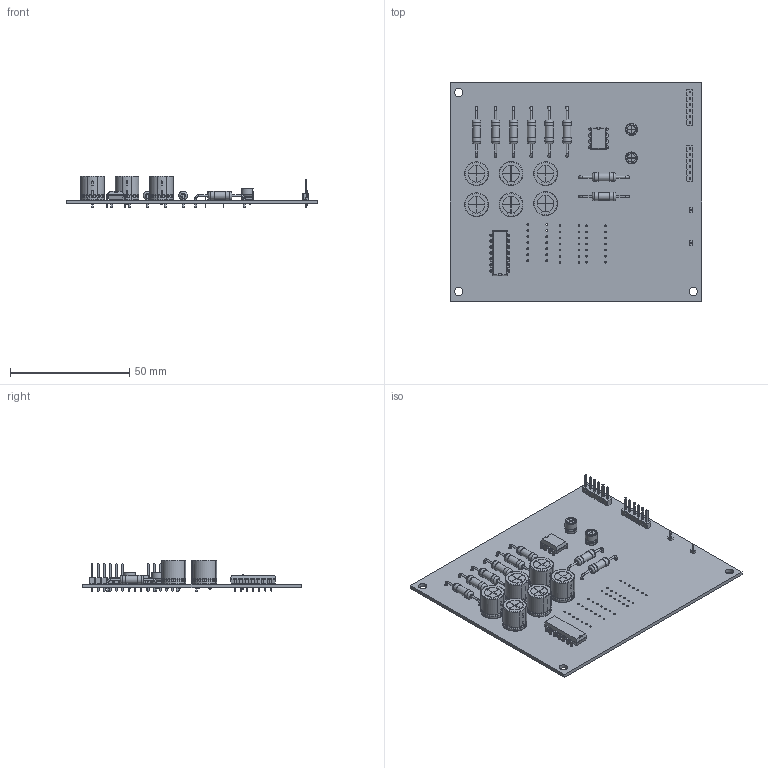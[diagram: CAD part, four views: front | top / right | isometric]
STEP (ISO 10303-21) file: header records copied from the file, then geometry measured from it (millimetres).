
FILE_DESCRIPTION(('KiCad electronic assembly'),'2;1');
FILE_NAME('signal-enhancer.step','2025-09-09T10:17:13',('Pcbnew'),( 'Kicad'),'Open CASCADE STEP processor 7.9','KiCad to STEP converter' ,'Unknown');
FILE_SCHEMA(('AUTOMOTIVE_DESIGN { 1 0 10303 214 1 1 1 1 }'));
Length unit declared in the file: millimetre
Products named in the file (9): signal-enhancer 1; R_Axial_DIN0411_L9.9mm_D3.6mm_P20.32mm_Horizontal; CP_Radial_D10.0mm_P5.00mm; DIP-14_W7.62mm; CP_Radial_D5.0mm_P2.00mm; PinHeader_1x01_P1.27mm_Vertical; PinHeader_1x06_P2.54mm_Vertical; DIP-8_W7.62mm; signal-enhancer_PCB
Assembly tree (23 placements, depth 2):
  signal-enhancer 1
    R_Axial_DIN0411_L9.9mm_D3.6mm_P20.32mm_Horizontal  x8
    CP_Radial_D10.0mm_P5.00mm  x6
    DIP-14_W7.62mm
    CP_Radial_D5.0mm_P2.00mm  x2
    PinHeader_1x01_P1.27mm_Vertical  x2
    PinHeader_1x06_P2.54mm_Vertical  x2
    DIP-8_W7.62mm
    signal-enhancer_PCB
Bounding box: 105.5 x 91.5 x 13.3 mm (x, y, z)
Volume: 20808.3 mm3; surface area: 26764.5 mm2
Topology: 23 solids, 31 shells, 1391 faces, 3423 edges, 2176 vertices
Faces by surface type: plane 896, cylinder 325, bspline 88, torus 48, revolution 34
Full cylindrical faces by diameter (mm): 0.5 x4, 0.65 x2, 0.7 x12, 0.77 x42, 0.8 x58, 1 x24, 1.2 x16, 3.24 x8, 3.5 x3, 3.6 x16
Entity records: 31765 total; most frequent: CARTESIAN_POINT 6438, ORIENTED_EDGE 4210, DIRECTION 4001, EDGE_CURVE 2105, LINE 1588, VECTOR 1588, VERTEX_POINT 1341, AXIS2_PLACEMENT_3D 1202
